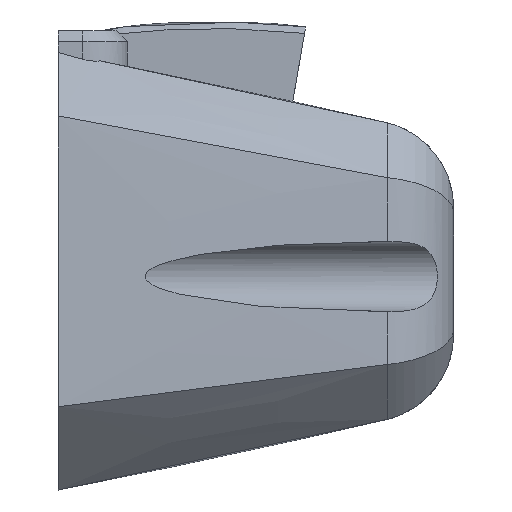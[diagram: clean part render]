
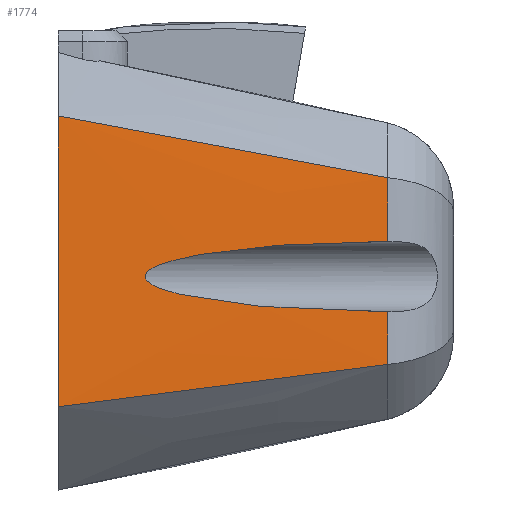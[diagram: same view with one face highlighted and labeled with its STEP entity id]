
A CAD part, left-side view. The second image highlights one B-rep face of the part: STEP entity #1774.
In plain terms, the highlighted free-form (B-spline) face has degree [3, 3] with [4, 4] control points.
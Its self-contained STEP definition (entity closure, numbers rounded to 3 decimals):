
#240=LINE('',#3846,#369);
#241=LINE('',#3847,#370);
#369=VECTOR('',#2177,10.);
#370=VECTOR('',#2178,10.);
#471=FACE_OUTER_BOUND('',#572,.T.);
#572=EDGE_LOOP('',(#1641,#1642,#1643,#1644,#1645,#1646,#1647));
#613=B_SPLINE_CURVE_WITH_KNOTS('',3,(#2739,#2740,#2741,#2742,#2743,#2744),
 .UNSPECIFIED.,.F.,.F.,(4,2,4),(-2.648,-1.324,0.),
 .UNSPECIFIED.);
#676=B_SPLINE_CURVE_WITH_KNOTS('',3,(#3879,#3880,#3881,#3882,#3883,#3884,
#3885,#3886,#3887,#3888,#3889,#3890,#3891,#3892,#3893,#3894),
 .UNSPECIFIED.,.F.,.F.,(4,2,2,2,2,2,2,4),(-3.932,-3.447,
-2.674,-2.37,-2.283,-2.246,
-2.225,-2.211),.UNSPECIFIED.);
#677=B_SPLINE_CURVE_WITH_KNOTS('',3,(#3895,#3896,#3897,#3898,#3899,#3900,
#3901,#3902,#3903,#3904,#3905,#3906,#3907,#3908),.UNSPECIFIED.,.F.,.F.,
(4,2,2,2,2,2,4),(-2.211,-2.206,-2.184,-2.15,
-2.036,-1.492,0.),.UNSPECIFIED.);
#679=B_SPLINE_CURVE_WITH_KNOTS('',3,(#3983,#3984,#3985,#3986),
 .UNSPECIFIED.,.F.,.F.,(4,4),(0.,0.074),.UNSPECIFIED.);
#680=B_SPLINE_CURVE_WITH_KNOTS('',3,(#4003,#4004,#4005,#4006),
 .UNSPECIFIED.,.F.,.F.,(4,4),(0.,0.074),.UNSPECIFIED.);
#742=VERTEX_POINT('',#2731);
#743=VERTEX_POINT('',#2738);
#835=VERTEX_POINT('',#3601);
#839=VERTEX_POINT('',#3639);
#843=VERTEX_POINT('',#3822);
#844=VERTEX_POINT('',#3823);
#847=VERTEX_POINT('',#3877);
#925=EDGE_CURVE('',#742,#743,#613,.T.);
#1099=EDGE_CURVE('',#839,#844,#240,.T.);
#1100=EDGE_CURVE('',#843,#835,#241,.T.);
#1105=EDGE_CURVE('',#844,#847,#676,.T.);
#1106=EDGE_CURVE('',#847,#843,#677,.T.);
#1118=EDGE_CURVE('',#839,#742,#679,.T.);
#1119=EDGE_CURVE('',#835,#743,#680,.T.);
#1641=ORIENTED_EDGE('',*,*,#925,.F.);
#1642=ORIENTED_EDGE('',*,*,#1118,.F.);
#1643=ORIENTED_EDGE('',*,*,#1099,.T.);
#1644=ORIENTED_EDGE('',*,*,#1105,.T.);
#1645=ORIENTED_EDGE('',*,*,#1106,.T.);
#1646=ORIENTED_EDGE('',*,*,#1100,.T.);
#1647=ORIENTED_EDGE('',*,*,#1119,.T.);
#1679=B_SPLINE_SURFACE_WITH_KNOTS('',3,3,((#3987,#3988,#3989,#3990),(#3991,
#3992,#3993,#3994),(#3995,#3996,#3997,#3998),(#3999,#4000,#4001,#4002)),
 .UNSPECIFIED.,.F.,.F.,.F.,(4,4),(4,4),(0.,1.),(0.,0.074),
 .UNSPECIFIED.);
#1774=ADVANCED_FACE('',(#471),#1679,.T.);
#2177=DIRECTION('',(0.,0.,1.));
#2178=DIRECTION('',(0.,0.,1.));
#2731=CARTESIAN_POINT('',(-34.363,-170.,-15.854));
#2738=CARTESIAN_POINT('',(-34.363,-170.,10.628));
#2739=CARTESIAN_POINT('Ctrl Pts',(-34.363,-170.,-15.854));
#2740=CARTESIAN_POINT('Ctrl Pts',(-34.363,-170.,-11.441));
#2741=CARTESIAN_POINT('Ctrl Pts',(-34.363,-170.,-7.027));
#2742=CARTESIAN_POINT('Ctrl Pts',(-34.363,-170.,1.801));
#2743=CARTESIAN_POINT('Ctrl Pts',(-34.363,-170.,6.215));
#2744=CARTESIAN_POINT('Ctrl Pts',(-34.363,-170.,10.628));
#3601=CARTESIAN_POINT('',(-30.,-200.,5.));
#3639=CARTESIAN_POINT('',(-30.,-200.,-12.));
#3822=CARTESIAN_POINT('',(-30.,-200.,-0.802));
#3823=CARTESIAN_POINT('',(-30.,-200.,-7.198));
#3846=CARTESIAN_POINT('',(-30.,-200.,5.));
#3847=CARTESIAN_POINT('',(-30.,-200.,5.));
#3877=CARTESIAN_POINT('',(-33.3,-177.9,-4.));
#3879=CARTESIAN_POINT('Ctrl Pts',(-30.,-200.,-7.198));
#3880=CARTESIAN_POINT('Ctrl Pts',(-30.396,-197.529,-7.211));
#3881=CARTESIAN_POINT('Ctrl Pts',(-30.792,-194.995,-7.15));
#3882=CARTESIAN_POINT('Ctrl Pts',(-31.769,-188.604,-6.803));
#3883=CARTESIAN_POINT('Ctrl Pts',(-32.288,-185.051,-6.418));
#3884=CARTESIAN_POINT('Ctrl Pts',(-32.811,-181.389,-5.717));
#3885=CARTESIAN_POINT('Ctrl Pts',(-33.008,-179.994,-5.405));
#3886=CARTESIAN_POINT('Ctrl Pts',(-33.182,-178.748,-4.869));
#3887=CARTESIAN_POINT('Ctrl Pts',(-33.222,-178.465,-4.724));
#3888=CARTESIAN_POINT('Ctrl Pts',(-33.264,-178.161,-4.485));
#3889=CARTESIAN_POINT('Ctrl Pts',(-33.276,-178.071,-4.401));
#3890=CARTESIAN_POINT('Ctrl Pts',(-33.291,-177.966,-4.249));
#3891=CARTESIAN_POINT('Ctrl Pts',(-33.295,-177.935,-4.187));
#3892=CARTESIAN_POINT('Ctrl Pts',(-33.299,-177.906,-4.081));
#3893=CARTESIAN_POINT('Ctrl Pts',(-33.3,-177.9,-4.041));
#3894=CARTESIAN_POINT('Ctrl Pts',(-33.3,-177.9,-4.));
#3895=CARTESIAN_POINT('Ctrl Pts',(-33.3,-177.9,-4.));
#3896=CARTESIAN_POINT('Ctrl Pts',(-33.3,-177.9,-3.983));
#3897=CARTESIAN_POINT('Ctrl Pts',(-33.3,-177.901,-3.965));
#3898=CARTESIAN_POINT('Ctrl Pts',(-33.298,-177.911,-3.88));
#3899=CARTESIAN_POINT('Ctrl Pts',(-33.295,-177.934,-3.816));
#3900=CARTESIAN_POINT('Ctrl Pts',(-33.283,-178.02,-3.661));
#3901=CARTESIAN_POINT('Ctrl Pts',(-33.273,-178.097,-3.577));
#3902=CARTESIAN_POINT('Ctrl Pts',(-33.225,-178.443,-3.27));
#3903=CARTESIAN_POINT('Ctrl Pts',(-33.166,-178.863,-3.069));
#3904=CARTESIAN_POINT('Ctrl Pts',(-32.83,-181.266,-2.143));
#3905=CARTESIAN_POINT('Ctrl Pts',(-32.325,-184.78,-1.684));
#3906=CARTESIAN_POINT('Ctrl Pts',(-31.531,-190.195,-1.041));
#3907=CARTESIAN_POINT('Ctrl Pts',(-30.787,-195.088,-0.777));
#3908=CARTESIAN_POINT('Ctrl Pts',(-30.,-200.,-0.802));
#3983=CARTESIAN_POINT('Ctrl Pts',(-30.,-200.,-12.));
#3984=CARTESIAN_POINT('Ctrl Pts',(-31.603,-189.992,-13.4));
#3985=CARTESIAN_POINT('Ctrl Pts',(-33.057,-179.992,-14.685));
#3986=CARTESIAN_POINT('Ctrl Pts',(-34.363,-170.,-15.854));
#3987=CARTESIAN_POINT('Ctrl Pts',(-30.,-200.,-12.));
#3988=CARTESIAN_POINT('Ctrl Pts',(-31.603,-189.992,-13.4));
#3989=CARTESIAN_POINT('Ctrl Pts',(-33.057,-179.992,-14.685));
#3990=CARTESIAN_POINT('Ctrl Pts',(-34.363,-170.,-15.854));
#3991=CARTESIAN_POINT('Ctrl Pts',(-30.,-200.,-6.333));
#3992=CARTESIAN_POINT('Ctrl Pts',(-31.603,-189.992,-6.592));
#3993=CARTESIAN_POINT('Ctrl Pts',(-33.057,-179.992,-6.823));
#3994=CARTESIAN_POINT('Ctrl Pts',(-34.363,-170.,-7.027));
#3995=CARTESIAN_POINT('Ctrl Pts',(-30.,-200.,-0.667));
#3996=CARTESIAN_POINT('Ctrl Pts',(-31.603,-189.992,0.217));
#3997=CARTESIAN_POINT('Ctrl Pts',(-33.057,-179.992,1.039));
#3998=CARTESIAN_POINT('Ctrl Pts',(-34.363,-170.,1.801));
#3999=CARTESIAN_POINT('Ctrl Pts',(-30.,-200.,5.));
#4000=CARTESIAN_POINT('Ctrl Pts',(-31.603,-189.992,7.025));
#4001=CARTESIAN_POINT('Ctrl Pts',(-33.057,-179.992,8.901));
#4002=CARTESIAN_POINT('Ctrl Pts',(-34.363,-170.,10.628));
#4003=CARTESIAN_POINT('Ctrl Pts',(-30.,-200.,5.));
#4004=CARTESIAN_POINT('Ctrl Pts',(-31.603,-189.992,7.025));
#4005=CARTESIAN_POINT('Ctrl Pts',(-33.057,-179.992,8.901));
#4006=CARTESIAN_POINT('Ctrl Pts',(-34.363,-170.,10.628));
